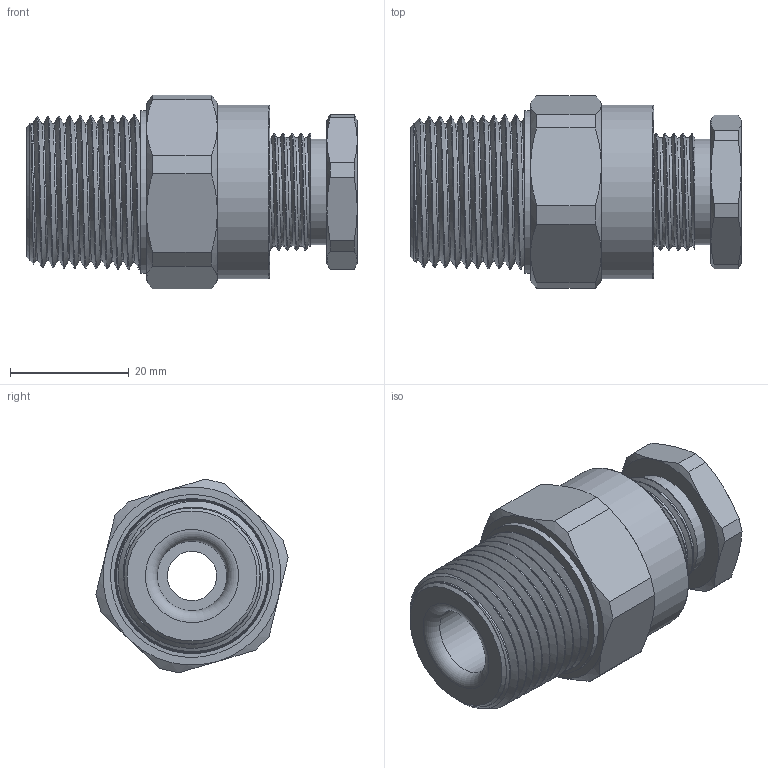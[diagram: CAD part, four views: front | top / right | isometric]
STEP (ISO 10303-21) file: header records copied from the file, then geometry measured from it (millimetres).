
FILE_DESCRIPTION(/* description */ ('A2LBF Ex Größe 16; NPT 3/4"'),/* implementation_level */ '2;1');
FILE_NAME(/* name */ '77051302-RST.stp',/* time_stamp */ '2023-07-11T14:09:15+02:00',/* author */ ('sl'),/* organization */ (''),/* preprocessor_version */ 'ST-DEVELOPER v16.5',/* originating_system */ 'Autodesk Inventor 2017',/* authorisation */ '');
FILE_SCHEMA (('AUTOMOTIVE_DESIGN { 1 0 10303 214 3 1 1 }'));
Length unit declared in the file: millimetre
Products named in the file (5): 77051302; 77051302_1; 77051302_2; 77051302_3; A2LBF-Ex-02-BT-0004-77051302-neu
Assembly tree (4 placements, depth 2):
  77051302
    77051302_1
    77051302_2
    77051302_3
    A2LBF-Ex-02-BT-0004-77051302-neu
Bounding box: 55.62 x 32.36 x 32.62 mm (x, y, z)
Volume: 23706.4 mm3; surface area: 15106.2 mm2
Topology: 4 solids, 4 shells, 97 faces, 214 edges, 132 vertices
Faces by surface type: plane 38, cone 33, cylinder 12, bspline 10, torus 4
Full cylindrical faces by diameter (mm): 8.28 x1, 8.55 x1, 11.7 x1, 11.78 x1, 17.68 x1, 17.76 x1, 18.09 x1, 27.4 x1, 29.21 x1
Entity records: 9891 total; most frequent: CARTESIAN_POINT 7942, ORIENTED_EDGE 380, DIRECTION 350, EDGE_CURVE 190, AXIS2_PLACEMENT_3D 163, EDGE_LOOP 133, VERTEX_POINT 129, FACE_OUTER_BOUND 97
